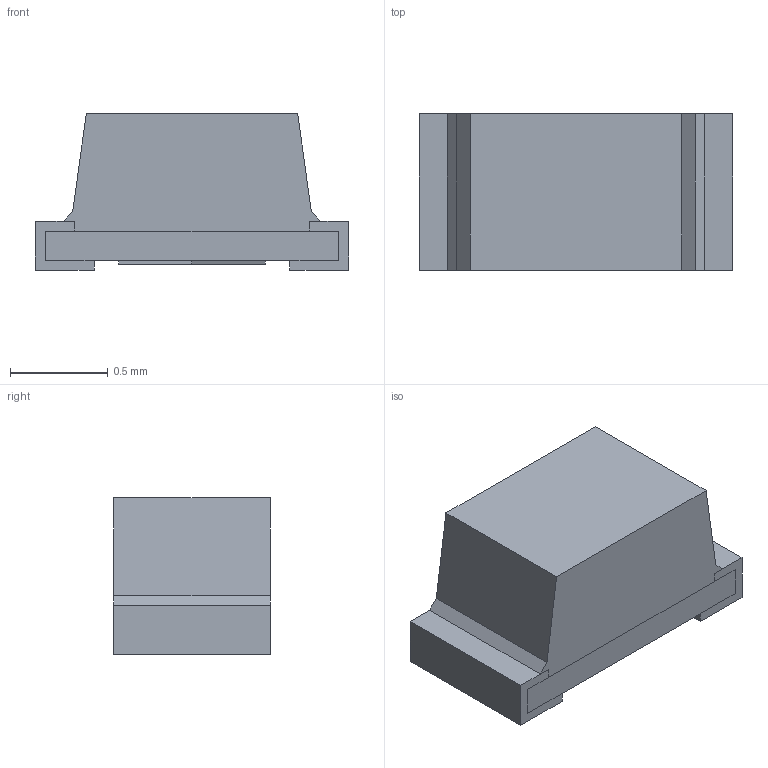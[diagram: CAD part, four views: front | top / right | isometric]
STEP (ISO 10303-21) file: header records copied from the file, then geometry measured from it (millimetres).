
FILE_DESCRIPTION(('FreeCAD Model'),'2;1');
FILE_NAME('LED0603.step','2021-03-26T21:52:38',('kicad StepUp' ),('ksu MCAD'),'Open CASCADE STEP processor 7.2','FreeCAD','Unknown' );
FILE_SCHEMA(('AUTOMOTIVE_DESIGN { 1 0 10303 214 1 1 1 1 }'));
Length unit declared in the file: millimetre
Products named in the file (1): LED0603
Bounding box: 1.6 x 0.8 x 0.8 mm (x, y, z)
Volume: 0.8 mm3; surface area: 5.8 mm2
Topology: 1 solids, 1 shells, 29 faces, 82 edges, 56 vertices
Faces by surface type: plane 29
Entity records: 1146 total; most frequent: CARTESIAN_POINT 168, ORIENTED_EDGE 164, DIRECTION 142, EDGE_CURVE 82, LINE 82, VECTOR 82, VERTEX_POINT 56, AXIS2_PLACEMENT_3D 30
